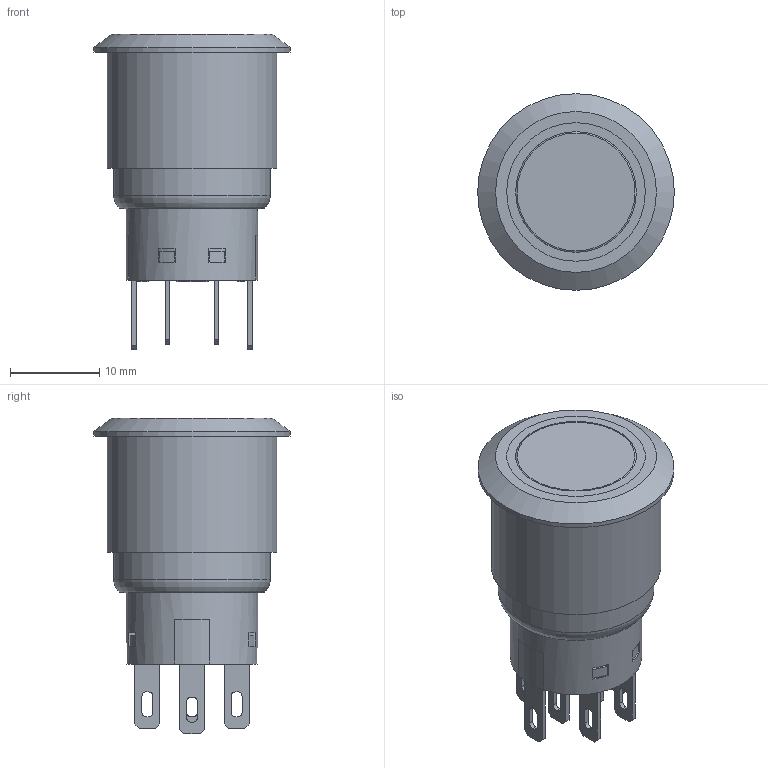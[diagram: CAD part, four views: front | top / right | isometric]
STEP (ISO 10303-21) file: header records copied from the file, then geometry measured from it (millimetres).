
FILE_DESCRIPTION((''),'2;1');
FILE_NAME('ULV4F2Gxx3xx.stp','2018-01-02T15:58:27',('mwilliams'),(''),'Autodesk Inventor 2012','Autodesk Inventor 2012','');
FILE_SCHEMA(('AUTOMOTIVE_DESIGN { 1 0 10303 214 1 1 1 1 }'));
Length unit declared in the file: millimetre
Products named in the file (1): ULV4F2Gxx3xx
Bounding box: 22 x 22 x 35.3 mm (x, y, z)
Volume: 6349.7 mm3; surface area: 3384.4 mm2
Topology: 1 solids, 1 shells, 292 faces, 823 edges, 540 vertices
Faces by surface type: plane 197, cylinder 46, bspline 46, torus 2, cone 1
Full cylindrical faces by diameter (mm): 13.3 x1, 13.5 x1, 14.7 x1, 17.5 x1, 19 x1, 22 x1
Entity records: 9671 total; most frequent: CARTESIAN_POINT 2241, ORIENTED_EDGE 1624, DIRECTION 1364, EDGE_CURVE 812, VECTOR 570, LINE 570, VERTEX_POINT 538, AXIS2_PLACEMENT_3D 397
